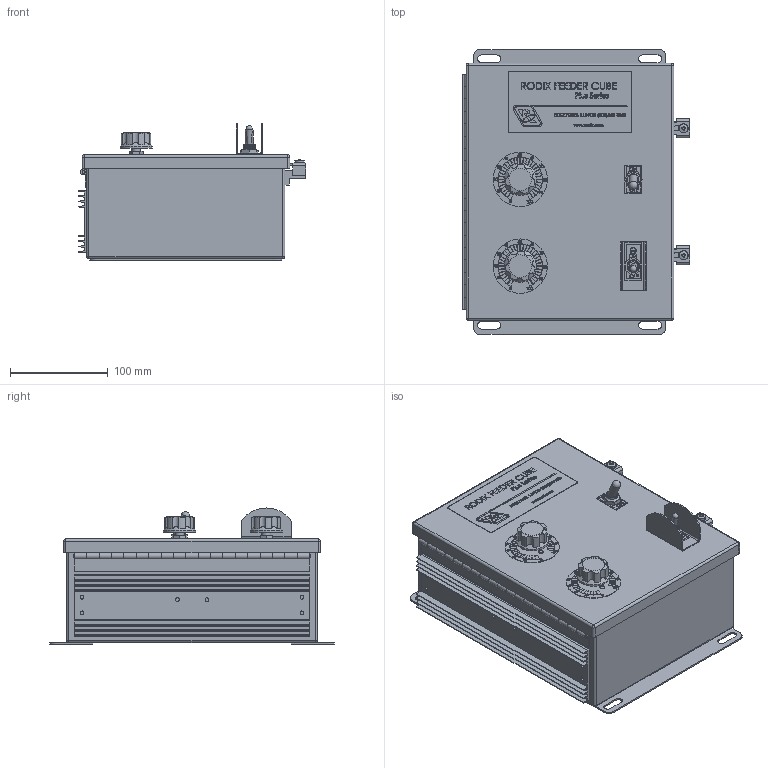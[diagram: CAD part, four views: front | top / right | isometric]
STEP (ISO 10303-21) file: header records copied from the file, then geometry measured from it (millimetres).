
FILE_DESCRIPTION (( 'STEP AP214' ), '1' );
FILE_NAME ('pn 121-000-0885_model FC-43H Plus_120V.STEP', '2026-03-30T20:41:54', ( '' ), ( '' ), 'SwSTEP 2.0', 'SolidWorks 2022', '' );
FILE_SCHEMA (( 'AUTOMOTIVE_DESIGN' ));
Length unit declared in the file: inch
Products named in the file (14): pn 121-000-0885_model FC-43H Plus_120V; SWITCH-3D_DEFAULT; 112-000-0264; 102-000-0099-3D_DEFAULT; CLAMP SCREW-92224A199_Black Oxide Steel Pan Head Phillips Screw_92224A199; 104-000-0025-3D_DEFAULT; GUARD N SWITCH ASSY-3D; 122-000-0001_DEFAULT; 102-000-0200-3D_DEFAULT; 102-000-0104-3D_DEFAULT; CLAMP_DEFAULT; 102-000-0196-3D_DEFAULT; 112-000-0349-3D_DEFAULT; 113-000-0008-3D_DEFAULT
Assembly tree (17 placements, depth 3):
  pn 121-000-0885_model FC-43H Plus_120V
    113-000-0008-3D_DEFAULT
    GUARD N SWITCH ASSY-3D
      112-000-0349-3D_DEFAULT
      102-000-0200-3D_DEFAULT
      SWITCH-3D_DEFAULT
    CLAMP_DEFAULT  x2
    CLAMP SCREW-92224A199_Black Oxide Steel Pan Head Phillips Screw_92224A199  x2
    102-000-0196-3D_DEFAULT
    102-000-0099-3D_DEFAULT  x2
    122-000-0001_DEFAULT  x2
    102-000-0104-3D_DEFAULT
    104-000-0025-3D_DEFAULT
    112-000-0264
Bounding box: 233.32 x 292.1 x 139.57 mm (x, y, z)
Volume: 460071.1 mm3; surface area: 563153.4 mm2
Topology: 18 solids, 18 shells, 2434 faces, 6466 edges, 4273 vertices
Faces by surface type: plane 1351, bspline 771, cylinder 263, cone 22, sphere 20, torus 7
Full cylindrical faces by diameter (mm): 1.525 x1, 1.587 x1, 3.175 x20, 3.797 x6, 4.775 x2, 6.35 x3, 7.036 x1, 8.636 x1, 8.757 x1, 9.144 x2, 9.474 x2, 9.652 x2, 11.43 x1, 12.7 x1, 23.038 x2, 55.778 x2
Entity records: 101574 total; most frequent: CARTESIAN_POINT 55632, ORIENTED_EDGE 10038, DIRECTION 6891, EDGE_CURVE 5019, VECTOR 3355, LINE 3355, VERTEX_POINT 3346, EDGE_LOOP 2233
